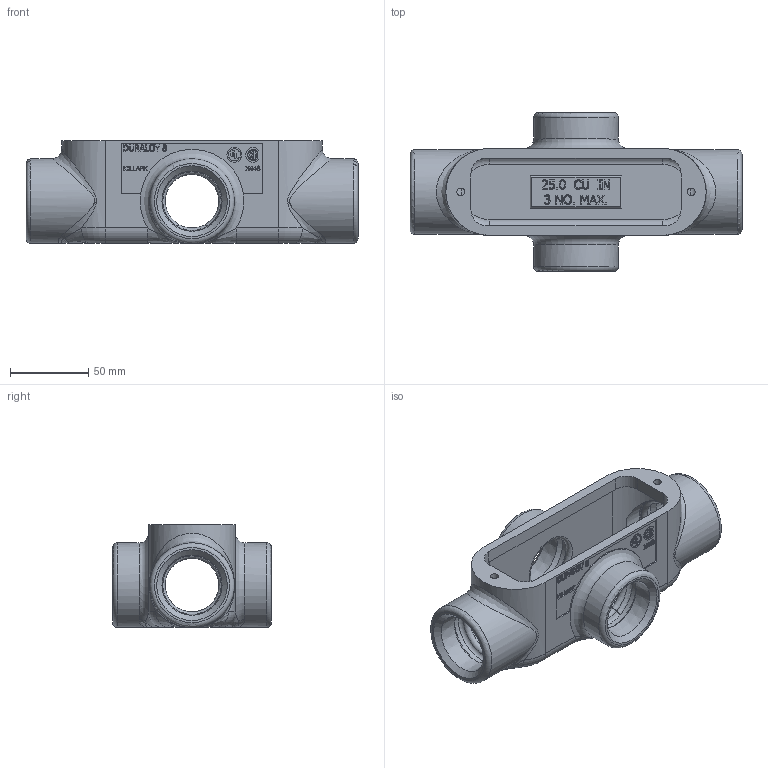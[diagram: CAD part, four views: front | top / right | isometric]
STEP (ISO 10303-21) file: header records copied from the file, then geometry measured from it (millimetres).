
FILE_DESCRIPTION(/* description */ ('FORM 8 X448 AS MACHINED'),/* implementation_level */ '2;1');
FILE_NAME(/* name */ 'KIL_X448.stp',/* time_stamp */ '2019-11-01T15:31:17+05:00',/* author */ ('kr'),/* organization */ (''),/* preprocessor_version */ 'ST-DEVELOPER v16.13',/* originating_system */ 'Autodesk Inventor 2018',/* authorisation */ '');
FILE_SCHEMA (('AUTOMOTIVE_DESIGN { 1 0 10303 214 3 1 1 }'));
Length unit declared in the file: inch
Products named in the file (1): 21757
Bounding box: 212.6 x 101.6 x 65.89 mm (x, y, z)
Volume: 256132.1 mm3; surface area: 88435.1 mm2
Topology: 1 solids, 1 shells, 667 faces, 1788 edges, 1163 vertices
Faces by surface type: plane 387, bspline 205, cylinder 41, torus 22, cone 12
Full cylindrical faces by diameter (mm): 4.978 x2, 7.763 x1, 9.525 x1, 42.316 x4, 54.178 x4
Entity records: 24375 total; most frequent: CARTESIAN_POINT 8538, ORIENTED_EDGE 3460, DIRECTION 2404, EDGE_CURVE 1730, LINE 1158, VECTOR 1158, VERTEX_POINT 1151, EDGE_LOOP 765
